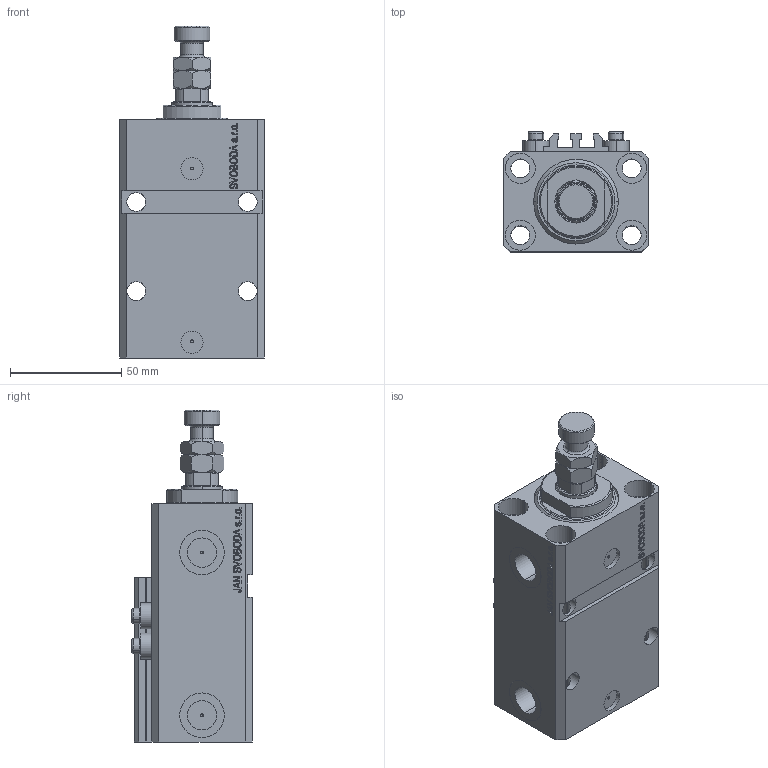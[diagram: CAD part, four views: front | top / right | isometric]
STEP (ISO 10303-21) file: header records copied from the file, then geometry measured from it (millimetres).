
FILE_DESCRIPTION (( 'STEP AP203' ), '1' );
FILE_NAME ('0931.STEP', '2025-05-19T11:41:53', ( '' ), ( '' ), 'SwSTEP 2.0', 'SolidWorks 2019', '' );
FILE_SCHEMA (( 'CONFIG_CONTROL_DESIGN' ));
Length unit declared in the file: millimetre
Products named in the file (6): V250CE_VC_E 834ac988dc16ccf3c4faaabbf34d83cd; 0931; V250CE_E_Body 834ac988dc16ccf3c4faaabbf34d83cd; ALLEN BOLT V250CE 834ac988dc16ccf3c4faaabbf34d83cd; MFA 834ac988dc16ccf3c4faaabbf34d83cd; V250CE_C_VCP 834ac988dc16ccf3c4faaabbf34d83cd
Assembly tree (8 placements, depth 2):
  0931
    V250CE_E_Body 834ac988dc16ccf3c4faaabbf34d83cd
    ALLEN BOLT V250CE 834ac988dc16ccf3c4faaabbf34d83cd  x4
    V250CE_C_VCP 834ac988dc16ccf3c4faaabbf34d83cd
    V250CE_VC_E 834ac988dc16ccf3c4faaabbf34d83cd
    MFA 834ac988dc16ccf3c4faaabbf34d83cd
Bounding box: 65 x 54 x 149 mm (x, y, z)
Volume: 278825.4 mm3; surface area: 78940.5 mm2
Topology: 9 solids, 9 shells, 1139 faces, 2819 edges, 1806 vertices
Faces by surface type: plane 527, bspline 360, cylinder 150, cone 84, torus 18
Entity records: 49342 total; most frequent: CARTESIAN_POINT 25687, ORIENTED_EDGE 5328, DIRECTION 3530, EDGE_CURVE 2664, VERTEX_POINT 1722, LINE 1560, VECTOR 1560, EDGE_LOOP 1204
